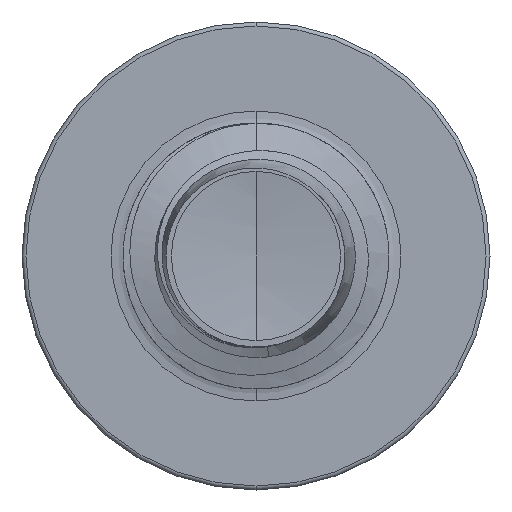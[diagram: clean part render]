
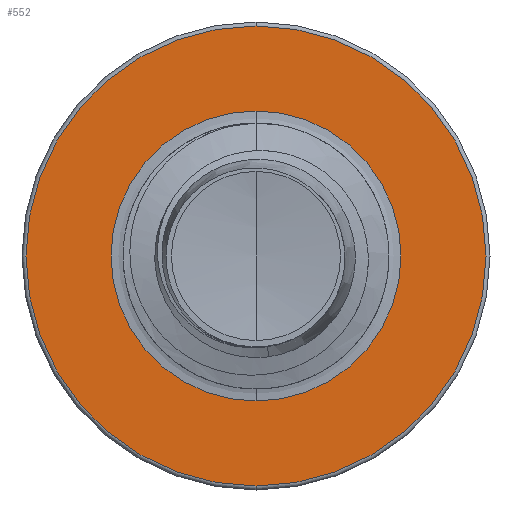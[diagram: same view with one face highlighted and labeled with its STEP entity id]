
A CAD part, front view. The second image highlights one B-rep face of the part: STEP entity #552.
In plain terms, the highlighted planar face has unit normal (0, -1, 0).
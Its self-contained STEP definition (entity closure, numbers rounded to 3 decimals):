
#552 = ADVANCED_FACE ( 'NONE', ( #15539, #15970 ), #1119, .F. ) ;
#615 = VERTEX_POINT ( 'NONE', #18186 ) ;
#913 = AXIS2_PLACEMENT_3D ( 'NONE', #3504, #14471, #5269 ) ;
#1061 = DIRECTION ( 'NONE',  ( 0., 0., 1. ) ) ;
#1094 = DIRECTION ( 'NONE',  ( 0., 1., 0. ) ) ;
#1119 = PLANE ( 'NONE',  #14189 ) ;
#1154 = AXIS2_PLACEMENT_3D ( 'NONE', #17249, #8640, #18694 ) ;
#1319 = CIRCLE ( 'NONE', #6589, 1.363 ) ;
#1573 = CARTESIAN_POINT ( 'NONE',  ( 0., 7., -2.162 ) ) ;
#2381 = CARTESIAN_POINT ( 'NONE',  ( 0., 7., 2.163 ) ) ;
#2420 = ORIENTED_EDGE ( 'NONE', *, *, #18624, .F. ) ;
#3504 = CARTESIAN_POINT ( 'NONE',  ( 0., 7., 0. ) ) ;
#3556 = VERTEX_POINT ( 'NONE', #5128 ) ;
#3920 = CARTESIAN_POINT ( 'NONE',  ( 0., 7., 0. ) ) ;
#5128 = CARTESIAN_POINT ( 'NONE',  ( 0., 7., -1.363 ) ) ;
#5266 = AXIS2_PLACEMENT_3D ( 'NONE', #3920, #14823, #5681 ) ;
#5269 = DIRECTION ( 'NONE',  ( 0., 0., 1. ) ) ;
#5681 = DIRECTION ( 'NONE',  ( 0., 0., 1. ) ) ;
#6301 = ORIENTED_EDGE ( 'NONE', *, *, #18598, .T. ) ;
#6349 = CIRCLE ( 'NONE', #5266, 2.163 ) ;
#6589 = AXIS2_PLACEMENT_3D ( 'NONE', #7382, #17587, #9058 ) ;
#6956 = VERTEX_POINT ( 'NONE', #1573 ) ;
#7382 = CARTESIAN_POINT ( 'NONE',  ( 0., 7., 0. ) ) ;
#8138 = EDGE_LOOP ( 'NONE', ( #16586, #2420 ) ) ;
#8640 = DIRECTION ( 'NONE',  ( 0., 1., 0. ) ) ;
#8819 = EDGE_LOOP ( 'NONE', ( #6301, #12893 ) ) ;
#9058 = DIRECTION ( 'NONE',  ( 0., 0., 1. ) ) ;
#9624 = CARTESIAN_POINT ( 'NONE',  ( 0., 7., -1.363 ) ) ;
#12893 = ORIENTED_EDGE ( 'NONE', *, *, #15190, .T. ) ;
#14189 = AXIS2_PLACEMENT_3D ( 'NONE', #9624, #1094, #1061 ) ;
#14471 = DIRECTION ( 'NONE',  ( 0., 1., 0. ) ) ;
#14823 = DIRECTION ( 'NONE',  ( 0., 1., 0. ) ) ;
#15190 = EDGE_CURVE ( 'NONE', #3556, #615, #1319, .T. ) ;
#15539 = FACE_OUTER_BOUND ( 'NONE', #8138, .T. ) ;
#15809 = EDGE_CURVE ( 'NONE', #17877, #6956, #6349, .T. ) ;
#15970 = FACE_BOUND ( 'NONE', #8819, .T. ) ;
#16301 = CIRCLE ( 'NONE', #913, 1.363 ) ;
#16586 = ORIENTED_EDGE ( 'NONE', *, *, #15809, .F. ) ;
#16964 = CIRCLE ( 'NONE', #1154, 2.163 ) ;
#17249 = CARTESIAN_POINT ( 'NONE',  ( 0., 7., 0. ) ) ;
#17587 = DIRECTION ( 'NONE',  ( 0., 1., 0. ) ) ;
#17877 = VERTEX_POINT ( 'NONE', #2381 ) ;
#18186 = CARTESIAN_POINT ( 'NONE',  ( 0., 7., 1.363 ) ) ;
#18598 = EDGE_CURVE ( 'NONE', #615, #3556, #16301, .T. ) ;
#18624 = EDGE_CURVE ( 'NONE', #6956, #17877, #16964, .T. ) ;
#18694 = DIRECTION ( 'NONE',  ( 0., 0., 1. ) ) ;
